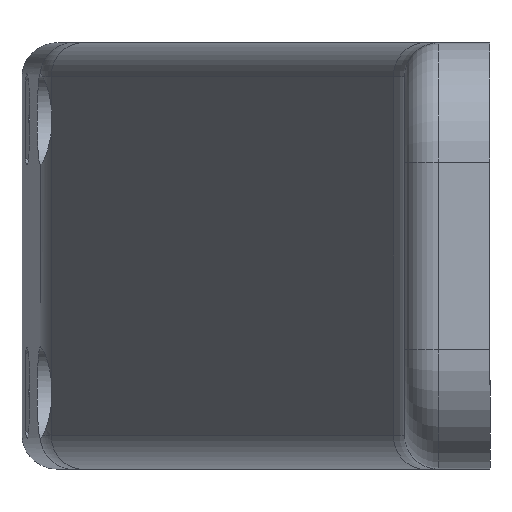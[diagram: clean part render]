
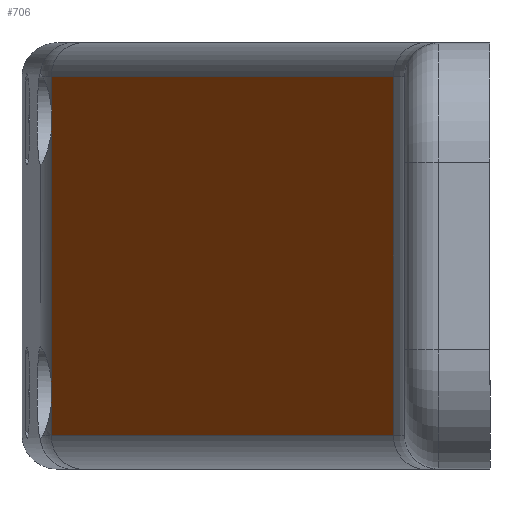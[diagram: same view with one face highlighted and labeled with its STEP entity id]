
A CAD part, front view. The second image highlights one B-rep face of the part: STEP entity #706.
In plain terms, the highlighted planar face has unit normal (-0.934, -0.358, 0).
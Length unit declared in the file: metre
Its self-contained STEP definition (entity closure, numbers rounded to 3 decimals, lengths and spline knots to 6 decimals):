
#59=ELLIPSE('',#775,0.002854,0.002675);
#60=ELLIPSE('',#776,0.002854,0.002675);
#135=ORIENTED_EDGE('',*,*,#343,.T.);
#136=ORIENTED_EDGE('',*,*,#344,.T.);
#137=ORIENTED_EDGE('',*,*,#345,.T.);
#138=ORIENTED_EDGE('',*,*,#346,.F.);
#139=ORIENTED_EDGE('',*,*,#347,.T.);
#140=ORIENTED_EDGE('',*,*,#348,.F.);
#141=ORIENTED_EDGE('',*,*,#349,.T.);
#142=ORIENTED_EDGE('',*,*,#350,.T.);
#343=EDGE_CURVE('',#446,#447,#506,.T.);
#344=EDGE_CURVE('',#447,#448,#507,.F.);
#345=EDGE_CURVE('',#448,#449,#508,.F.);
#346=EDGE_CURVE('',#450,#449,#59,.T.);
#347=EDGE_CURVE('',#450,#451,#509,.F.);
#348=EDGE_CURVE('',#452,#451,#60,.T.);
#349=EDGE_CURVE('',#452,#453,#510,.F.);
#350=EDGE_CURVE('',#453,#446,#511,.T.);
#446=VERTEX_POINT('',#1153);
#447=VERTEX_POINT('',#1154);
#448=VERTEX_POINT('',#1156);
#449=VERTEX_POINT('',#1158);
#450=VERTEX_POINT('',#1160);
#451=VERTEX_POINT('',#1162);
#452=VERTEX_POINT('',#1164);
#453=VERTEX_POINT('',#1166);
#506=LINE('',#1152,#549);
#507=LINE('',#1155,#550);
#508=LINE('',#1157,#551);
#509=LINE('',#1161,#552);
#510=LINE('',#1165,#553);
#511=LINE('',#1167,#554);
#549=VECTOR('',#907,1.);
#550=VECTOR('',#908,1.);
#551=VECTOR('',#909,1.);
#552=VECTOR('',#912,1.);
#553=VECTOR('',#915,1.);
#554=VECTOR('',#916,1.);
#582=EDGE_LOOP('',(#135,#136,#137,#138,#139,#140,#141,#142));
#639=FACE_BOUND('',#582,.T.);
#692=PLANE('',#774);
#706=ADVANCED_FACE('',(#639),#692,.T.);
#774=AXIS2_PLACEMENT_3D('',#1151,#905,#906);
#775=AXIS2_PLACEMENT_3D('',#1159,#910,#911);
#776=AXIS2_PLACEMENT_3D('',#1163,#913,#914);
#905=DIRECTION('',(-0.934,-0.358,0.));
#906=DIRECTION('',(0.358,-0.934,0.));
#907=DIRECTION('',(0.,0.,1.));
#908=DIRECTION('',(0.358,-0.934,0.));
#909=DIRECTION('',(0.,0.,1.));
#910=DIRECTION('',(-0.934,-0.358,0.));
#911=DIRECTION('',(-0.358,0.934,0.));
#912=DIRECTION('',(0.,0.,1.));
#913=DIRECTION('',(-0.934,-0.358,0.));
#914=DIRECTION('',(-0.358,0.934,0.));
#915=DIRECTION('',(0.,0.,1.));
#916=DIRECTION('',(0.358,-0.934,0.));
#1151=CARTESIAN_POINT('',(-0.03475,-0.096421,-0.026111));
#1152=CARTESIAN_POINT('',(-0.024769,-0.122447,-0.001111));
#1153=CARTESIAN_POINT('',(-0.024769,-0.122447,-0.024111));
#1154=CARTESIAN_POINT('',(-0.024769,-0.122447,-0.003111));
#1155=CARTESIAN_POINT('',(-0.03475,-0.096421,-0.003111));
#1156=CARTESIAN_POINT('',(-0.044823,-0.070153,-0.003111));
#1157=CARTESIAN_POINT('',(-0.044823,-0.070153,-0.003155));
#1158=CARTESIAN_POINT('',(-0.044823,-0.070153,-0.004814));
#1159=CARTESIAN_POINT('',(-0.045799,-0.06761,-0.005611));
#1160=CARTESIAN_POINT('',(-0.044823,-0.070153,-0.006408));
#1161=CARTESIAN_POINT('',(-0.044823,-0.070153,-0.019155));
#1162=CARTESIAN_POINT('',(-0.044823,-0.070153,-0.020814));
#1163=CARTESIAN_POINT('',(-0.045799,-0.06761,-0.021611));
#1164=CARTESIAN_POINT('',(-0.044823,-0.070153,-0.022408));
#1165=CARTESIAN_POINT('',(-0.044823,-0.070153,-0.026111));
#1166=CARTESIAN_POINT('',(-0.044823,-0.070153,-0.024111));
#1167=CARTESIAN_POINT('',(-0.024769,-0.122447,-0.024111));
